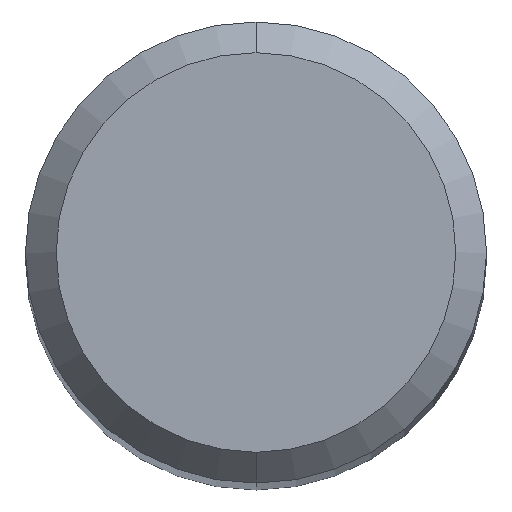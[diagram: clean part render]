
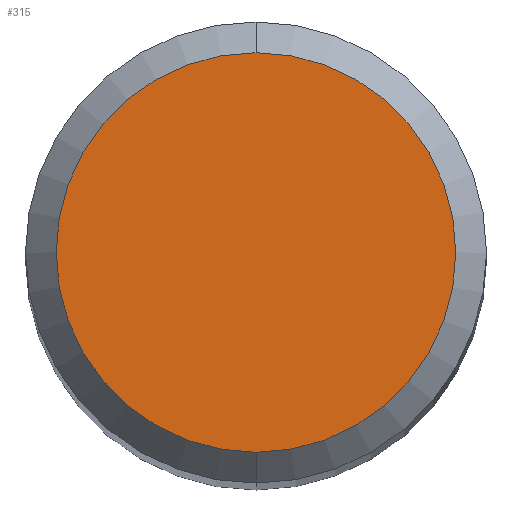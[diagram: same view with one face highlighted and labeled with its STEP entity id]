
A CAD part, top view. The second image highlights one B-rep face of the part: STEP entity #315.
In plain terms, the highlighted planar face has unit normal (0, 0, 1).
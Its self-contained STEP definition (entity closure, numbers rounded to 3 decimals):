
#169=EDGE_CURVE('',#347,#425,#460,.T.);
#315=ADVANCED_FACE('',(#619),#620,.T.);
#325=EDGE_CURVE('',#425,#347,#632,.T.);
#347=VERTEX_POINT('',#658);
#425=VERTEX_POINT('',#743);
#460=CIRCLE('',#772,2.6);
#619=FACE_OUTER_BOUND('',#1115,.T.);
#620=PLANE('',#1116);
#632=CIRCLE('',#1136,2.6);
#658=CARTESIAN_POINT('',(0.,-2.6,0.0));
#743=CARTESIAN_POINT('',(0.0,2.6,0.0));
#772=AXIS2_PLACEMENT_3D('',#1379,#1380,#1381);
#1115=EDGE_LOOP('',(#1544,#1545));
#1116=AXIS2_PLACEMENT_3D('',#1546,#1547,#1548);
#1136=AXIS2_PLACEMENT_3D('',#1567,#1568,#1569);
#1379=CARTESIAN_POINT('',(0.0,0.0,0.0));
#1380=DIRECTION('',(0.0,0.0,-1.0));
#1381=DIRECTION('',(0.0,1.0,0.0));
#1544=ORIENTED_EDGE('',*,*,#325,.F.);
#1545=ORIENTED_EDGE('',*,*,#169,.F.);
#1546=CARTESIAN_POINT('',(0.0,1.3,0.0));
#1547=DIRECTION('',(-0.0,0.0,1.0));
#1548=DIRECTION('',(0.0,-1.0,0.0));
#1567=CARTESIAN_POINT('',(0.0,0.0,0.0));
#1568=DIRECTION('',(0.0,0.0,-1.0));
#1569=DIRECTION('',(0.0,1.0,0.0));
